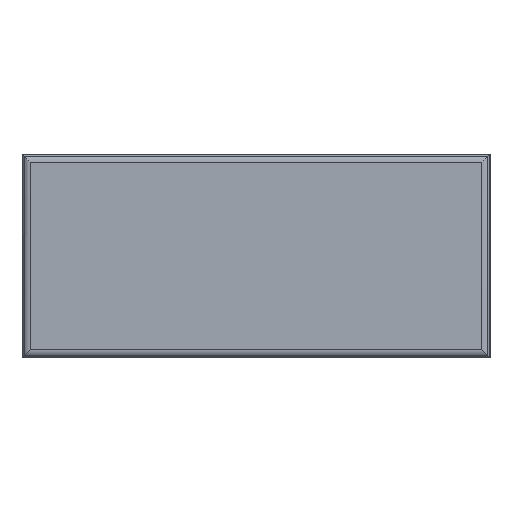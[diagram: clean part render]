
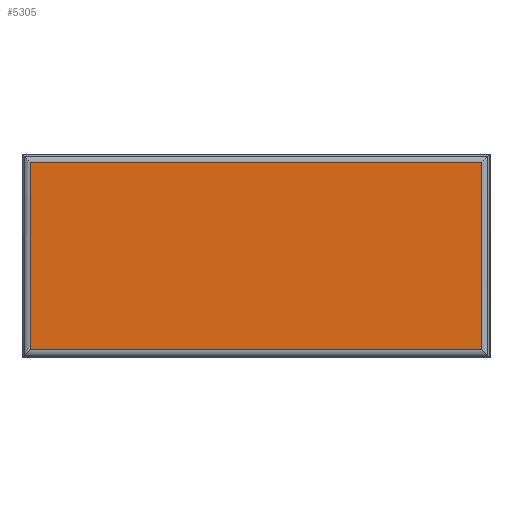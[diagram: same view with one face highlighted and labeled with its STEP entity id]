
A CAD part, left-side view. The second image highlights one B-rep face of the part: STEP entity #5305.
In plain terms, the highlighted planar face has unit normal (-1, 0, 0).
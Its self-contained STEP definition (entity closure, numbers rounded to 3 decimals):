
#6 = FACE_OUTER_BOUND ( 'NONE', #17886, .T. ) ;
#2042 = CARTESIAN_POINT ( 'NONE',  ( -107.5, 57.5, 50. ) ) ;
#4051 = PLANE ( 'NONE',  #6633 ) ;
#5000 = CARTESIAN_POINT ( 'NONE',  ( -107.5, -55.5, 50. ) ) ;
#5065 = LINE ( 'NONE', #5359, #12803 ) ;
#5305 = ADVANCED_FACE ( 'NONE', ( #6 ), #4051, .F. ) ;
#5359 = CARTESIAN_POINT ( 'NONE',  ( -107.5, 57.5, 48. ) ) ;
#6007 = CARTESIAN_POINT ( 'NONE',  ( -107.5, 57.5, 2. ) ) ;
#6445 = CARTESIAN_POINT ( 'NONE',  ( -107.5, 55.5, 2. ) ) ;
#6633 = AXIS2_PLACEMENT_3D ( 'NONE', #2042, #17915, #14437 ) ;
#7183 = CARTESIAN_POINT ( 'NONE',  ( -107.5, -55.5, 2. ) ) ;
#10664 = ORIENTED_EDGE ( 'NONE', *, *, #11721, .T. ) ;
#10682 = VERTEX_POINT ( 'NONE', #21853 ) ;
#11383 = EDGE_CURVE ( 'NONE', #13198, #10682, #19675, .T. ) ;
#11519 = ORIENTED_EDGE ( 'NONE', *, *, #19784, .T. ) ;
#11721 = EDGE_CURVE ( 'NONE', #16786, #17618, #16482, .T. ) ;
#12803 = VECTOR ( 'NONE', #15880, 1000. ) ;
#13149 = LINE ( 'NONE', #6007, #21650 ) ;
#13198 = VERTEX_POINT ( 'NONE', #7183 ) ;
#13313 = DIRECTION ( 'NONE',  ( 0., 0., -1. ) ) ;
#13595 = CARTESIAN_POINT ( 'NONE',  ( -107.5, 55.5, 48. ) ) ;
#14437 = DIRECTION ( 'NONE',  ( 0., 1., 0. ) ) ;
#15193 = VECTOR ( 'NONE', #18845, 1000. ) ;
#15880 = DIRECTION ( 'NONE',  ( 0., 1., 0. ) ) ;
#16482 = LINE ( 'NONE', #18220, #19125 ) ;
#16786 = VERTEX_POINT ( 'NONE', #13595 ) ;
#17618 = VERTEX_POINT ( 'NONE', #6445 ) ;
#17720 = ORIENTED_EDGE ( 'NONE', *, *, #18468, .T. ) ;
#17848 = DIRECTION ( 'NONE',  ( 0., -1., 0. ) ) ;
#17886 = EDGE_LOOP ( 'NONE', ( #11519, #10664, #17720, #18931 ) ) ;
#17915 = DIRECTION ( 'NONE',  ( 1., 0., 0. ) ) ;
#18220 = CARTESIAN_POINT ( 'NONE',  ( -107.5, 55.5, 0. ) ) ;
#18468 = EDGE_CURVE ( 'NONE', #17618, #13198, #13149, .T. ) ;
#18845 = DIRECTION ( 'NONE',  ( 0., 0., 1. ) ) ;
#18931 = ORIENTED_EDGE ( 'NONE', *, *, #11383, .T. ) ;
#19125 = VECTOR ( 'NONE', #13313, 1000. ) ;
#19675 = LINE ( 'NONE', #5000, #15193 ) ;
#19784 = EDGE_CURVE ( 'NONE', #10682, #16786, #5065, .T. ) ;
#21650 = VECTOR ( 'NONE', #17848, 1000. ) ;
#21853 = CARTESIAN_POINT ( 'NONE',  ( -107.5, -55.5, 48. ) ) ;
